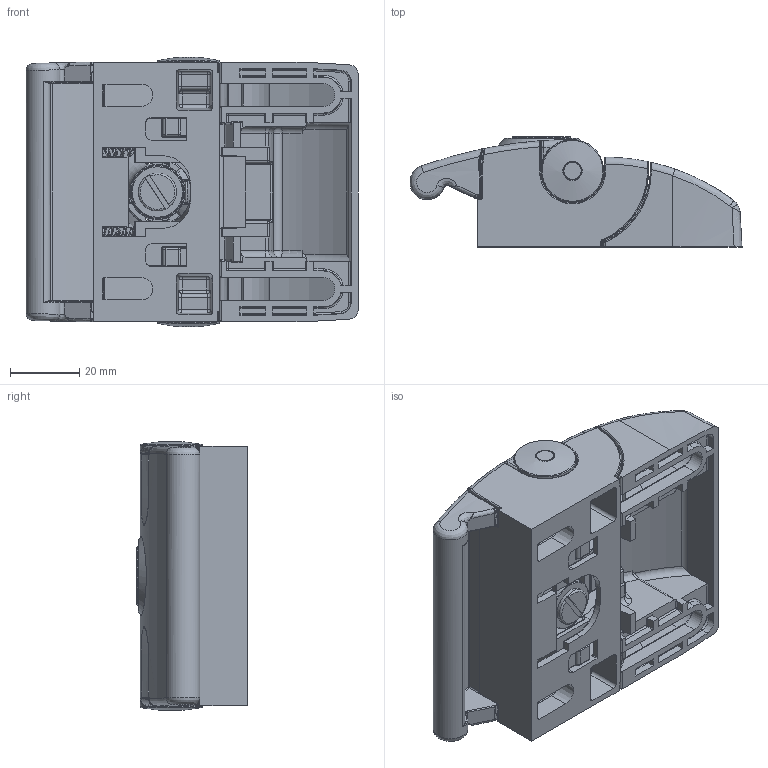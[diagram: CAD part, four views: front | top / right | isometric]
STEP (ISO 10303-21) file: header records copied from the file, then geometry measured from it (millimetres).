
FILE_DESCRIPTION(/* description */ (''),/* implementation_level */ '2;1');
FILE_NAME(/* name */ '13575_ Fallenverschluss_Mini_verschiedenschl_anschraub_v_vorne_silber.stp',/* time_stamp */ '2018-02-06T14:19:51+01:00',/* author */ ('kostic'),/* organization */ (''),/* preprocessor_version */ 'ST-DEVELOPER v16.1',/* originating_system */ 'Autodesk Inventor 2016',/* authorisation */ '');
FILE_SCHEMA (('AUTOMOTIVE_DESIGN { 1 0 10303 214 3 1 1 }'));
Products named in the file (12): 13575_Hebel; 13575_Abdeckung_feste_Seite; 13575_Gehaeuse; 13575_Gehaeuse_feste Seite; 13575_Abdeckung; 13575_Bolzen; 13575_Schieber; 13575_Feder; 13575_Schlossteil; 13575_Schloss; 13575_Schraube; 13575_ Fallenverschluss_Mini_verschiedenschl_anschraub_v_vorne_silber
Assembly tree (15 placements, depth 2):
  13575_ Fallenverschluss_Mini_verschiedenschl_anschraub_v_vorne_silber
    13575_Hebel
    13575_Abdeckung_feste_Seite  x2
    13575_Gehaeuse
    13575_Gehaeuse_feste Seite
    13575_Abdeckung  x2
    13575_Bolzen  x2
    13575_Schieber
    13575_Feder  x2
    13575_Schlossteil
    13575_Schloss
    13575_Schraube
Bounding box: 96.01 x 31.97 x 77.81 mm (x, y, z)
Volume: 74690.2 mm3; surface area: 62377.2 mm2
Topology: 15 solids, 15 shells, 2912 faces, 7362 edges, 4247 vertices
Faces by surface type: cylinder 956, plane 956, bspline 569, torus 233, sphere 175, cone 23
Full cylindrical faces by diameter (mm): 1.7 x2, 4.5 x1, 5 x9, 5.474 x1, 5.5 x1, 6 x1, 11 x1, 11.9 x1, 13 x1, 15 x1, 16 x1, 17 x1, 18 x2
Entity records: 101859 total; most frequent: CARTESIAN_POINT 41708, ORIENTED_EDGE 12290, DIRECTION 11880, EDGE_CURVE 6145, AXIS2_PLACEMENT_3D 4626, VERTEX_POINT 3640, EDGE_LOOP 2667, LINE 2628
